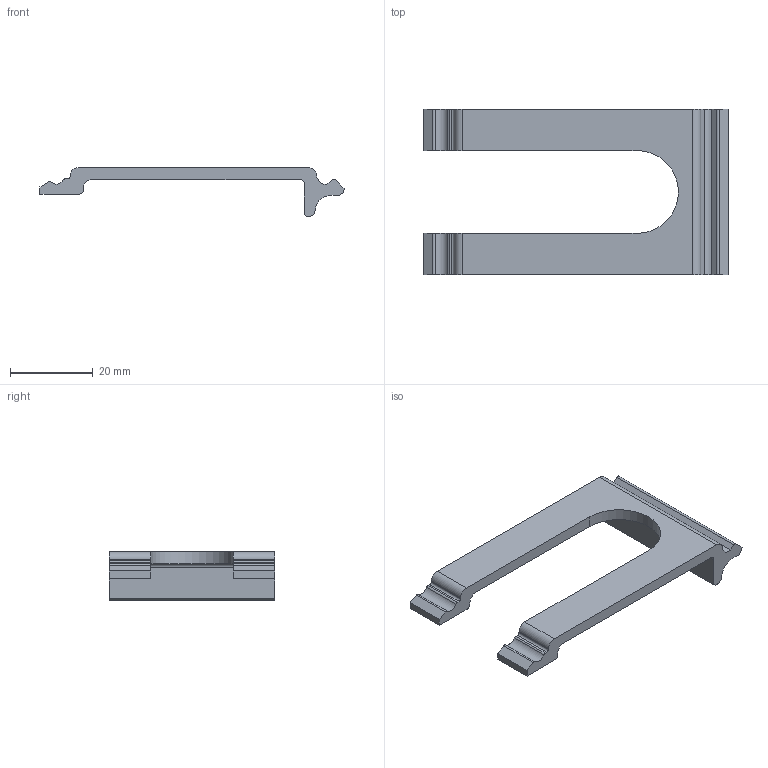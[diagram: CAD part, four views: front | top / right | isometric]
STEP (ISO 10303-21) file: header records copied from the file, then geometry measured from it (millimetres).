
FILE_DESCRIPTION(/* description */ (''),/* implementation_level */ '2;1');
FILE_NAME(/* name */ '14002_KriTec_Kabeldurchfuehrung_Wand_80_fuer_Kabelkanal_Stecksystem.stp',/* time_stamp */ '2015-07-09T16:39:57+02:00',/* author */ ('kostic'),/* organization */ (''),/* preprocessor_version */ 'ST-DEVELOPER v15.2',/* originating_system */ 'Autodesk Inventor 2014',/* authorisation */ '');
FILE_SCHEMA (('CONFIG_CONTROL_DESIGN'));
Length unit declared in the file: millimetre
Products named in the file (1): 14002_KriTec_Kabeldurchfuehrung_Wand_80_fuer_Kabelkanal-Stecksystem
Bounding box: 73.5 x 40 x 11.8 mm (x, y, z)
Volume: 6394.7 mm3; surface area: 5170.3 mm2
Topology: 1 solids, 1 shells, 47 faces, 135 edges, 90 vertices
Faces by surface type: plane 25, cylinder 22
Entity records: 1577 total; most frequent: DIRECTION 275, CARTESIAN_POINT 273, ORIENTED_EDGE 270, EDGE_CURVE 135, AXIS2_PLACEMENT_3D 92, LINE 91, VECTOR 91, VERTEX_POINT 90
